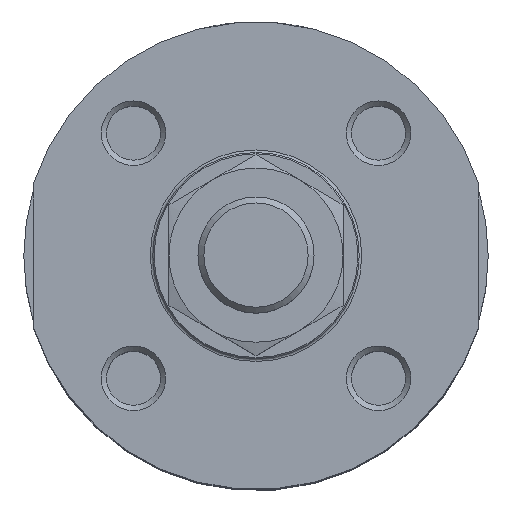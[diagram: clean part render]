
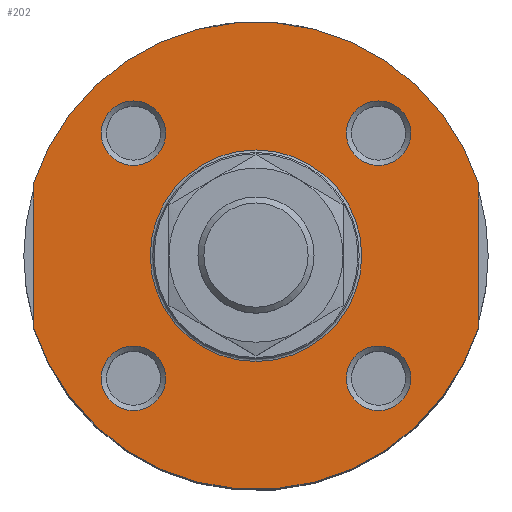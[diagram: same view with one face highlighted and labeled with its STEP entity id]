
A CAD part, top view. The second image highlights one B-rep face of the part: STEP entity #202.
In plain terms, the highlighted planar face has unit normal (0, 0, 1).
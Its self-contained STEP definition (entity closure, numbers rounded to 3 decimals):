
#202 = ADVANCED_FACE( '', ( #381, #382, #383, #384, #385, #386 ), #387, .T. );
#381 = FACE_BOUND( '', #692, .T. );
#382 = FACE_BOUND( '', #693, .T. );
#383 = FACE_BOUND( '', #694, .T. );
#384 = FACE_BOUND( '', #695, .T. );
#385 = FACE_BOUND( '', #696, .T. );
#386 = FACE_OUTER_BOUND( '', #697, .T. );
#387 = PLANE( '', #698 );
#692 = EDGE_LOOP( '', ( #1122 ) );
#693 = EDGE_LOOP( '', ( #1123 ) );
#694 = EDGE_LOOP( '', ( #1124 ) );
#695 = EDGE_LOOP( '', ( #1125 ) );
#696 = EDGE_LOOP( '', ( #1126 ) );
#697 = EDGE_LOOP( '', ( #1127, #1128, #1129, #1130 ) );
#698 = AXIS2_PLACEMENT_3D( '', #1131, #1132, #1133 );
#1122 = ORIENTED_EDGE( '', *, *, #1719, .T. );
#1123 = ORIENTED_EDGE( '', *, *, #1720, .T. );
#1124 = ORIENTED_EDGE( '', *, *, #1721, .T. );
#1125 = ORIENTED_EDGE( '', *, *, #1722, .T. );
#1126 = ORIENTED_EDGE( '', *, *, #1723, .T. );
#1127 = ORIENTED_EDGE( '', *, *, #1707, .T. );
#1128 = ORIENTED_EDGE( '', *, *, #1724, .T. );
#1129 = ORIENTED_EDGE( '', *, *, #1725, .T. );
#1130 = ORIENTED_EDGE( '', *, *, #1726, .T. );
#1131 = CARTESIAN_POINT( '', ( 0., 0., 0. ) );
#1132 = DIRECTION( '', ( 0., 0., 1. ) );
#1133 = DIRECTION( '', ( 1., 0., 0. ) );
#1707 = EDGE_CURVE( '', #1950, #1951, #1952, .T. );
#1719 = EDGE_CURVE( '', #1968, #1968, #1969, .T. );
#1720 = EDGE_CURVE( '', #1970, #1970, #1971, .T. );
#1721 = EDGE_CURVE( '', #1972, #1972, #1973, .T. );
#1722 = EDGE_CURVE( '', #1974, #1974, #1975, .T. );
#1723 = EDGE_CURVE( '', #1976, #1976, #1977, .T. );
#1724 = EDGE_CURVE( '', #1951, #1978, #1979, .T. );
#1725 = EDGE_CURVE( '', #1978, #1980, #1981, .T. );
#1726 = EDGE_CURVE( '', #1980, #1950, #1982, .T. );
#1950 = VERTEX_POINT( '', #2630 );
#1951 = VERTEX_POINT( '', #2631 );
#1952 = CIRCLE( '', #2632, 36.25 );
#1968 = VERTEX_POINT( '', #2653 );
#1969 = CIRCLE( '', #2654, 5. );
#1970 = VERTEX_POINT( '', #2655 );
#1971 = CIRCLE( '', #2656, 5. );
#1972 = VERTEX_POINT( '', #2657 );
#1973 = CIRCLE( '', #2658, 5. );
#1974 = VERTEX_POINT( '', #2659 );
#1975 = CIRCLE( '', #2660, 5. );
#1976 = VERTEX_POINT( '', #2661 );
#1977 = CIRCLE( '', #2662, 16.4 );
#1978 = VERTEX_POINT( '', #2663 );
#1979 = LINE( '', #2664, #2665 );
#1980 = VERTEX_POINT( '', #2666 );
#1981 = CIRCLE( '', #2667, 36.25 );
#1982 = LINE( '', #2668, #2669 );
#2630 = CARTESIAN_POINT( '', ( 34.5, 11.127, 0. ) );
#2631 = CARTESIAN_POINT( '', ( -34.5, 11.127, 0. ) );
#2632 = AXIS2_PLACEMENT_3D( '', #3139, #3140, #3141 );
#2653 = CARTESIAN_POINT( '', ( 14., -19., 0. ) );
#2654 = AXIS2_PLACEMENT_3D( '', #3165, #3166, #3167 );
#2655 = CARTESIAN_POINT( '', ( 14., 19., 0. ) );
#2656 = AXIS2_PLACEMENT_3D( '', #3168, #3169, #3170 );
#2657 = CARTESIAN_POINT( '', ( -24., -19., 0. ) );
#2658 = AXIS2_PLACEMENT_3D( '', #3171, #3172, #3173 );
#2659 = CARTESIAN_POINT( '', ( -24., 19., 0. ) );
#2660 = AXIS2_PLACEMENT_3D( '', #3174, #3175, #3176 );
#2661 = CARTESIAN_POINT( '', ( -16.4, 0., 0. ) );
#2662 = AXIS2_PLACEMENT_3D( '', #3177, #3178, #3179 );
#2663 = CARTESIAN_POINT( '', ( -34.5, -11.127, 0. ) );
#2664 = CARTESIAN_POINT( '', ( -34.5, 11.127, 0. ) );
#2665 = VECTOR( '', #3180, 1000. );
#2666 = CARTESIAN_POINT( '', ( 34.5, -11.127, 0. ) );
#2667 = AXIS2_PLACEMENT_3D( '', #3181, #3182, #3183 );
#2668 = CARTESIAN_POINT( '', ( 34.5, -11.127, 0. ) );
#2669 = VECTOR( '', #3184, 1000. );
#3139 = CARTESIAN_POINT( '', ( 0., 0., 0. ) );
#3140 = DIRECTION( '', ( 0., 0., 1. ) );
#3141 = DIRECTION( '', ( 1., 0., 0. ) );
#3165 = CARTESIAN_POINT( '', ( 19., -19., 0. ) );
#3166 = DIRECTION( '', ( 0., 0., -1. ) );
#3167 = DIRECTION( '', ( -1., 0., 0. ) );
#3168 = CARTESIAN_POINT( '', ( 19., 19., 0. ) );
#3169 = DIRECTION( '', ( 0., 0., -1. ) );
#3170 = DIRECTION( '', ( -1., 0., 0. ) );
#3171 = CARTESIAN_POINT( '', ( -19., -19., 0. ) );
#3172 = DIRECTION( '', ( 0., 0., -1. ) );
#3173 = DIRECTION( '', ( -1., 0., 0. ) );
#3174 = CARTESIAN_POINT( '', ( -19., 19., 0. ) );
#3175 = DIRECTION( '', ( 0., 0., -1. ) );
#3176 = DIRECTION( '', ( -1., 0., 0. ) );
#3177 = CARTESIAN_POINT( '', ( 0., 0., 0. ) );
#3178 = DIRECTION( '', ( 0., 0., -1. ) );
#3179 = DIRECTION( '', ( -1., 0., 0. ) );
#3180 = DIRECTION( '', ( 0., -1., 0. ) );
#3181 = CARTESIAN_POINT( '', ( 0., 0., 0. ) );
#3182 = DIRECTION( '', ( 0., 0., 1. ) );
#3183 = DIRECTION( '', ( 1., 0., 0. ) );
#3184 = DIRECTION( '', ( 0., 1., 0. ) );
